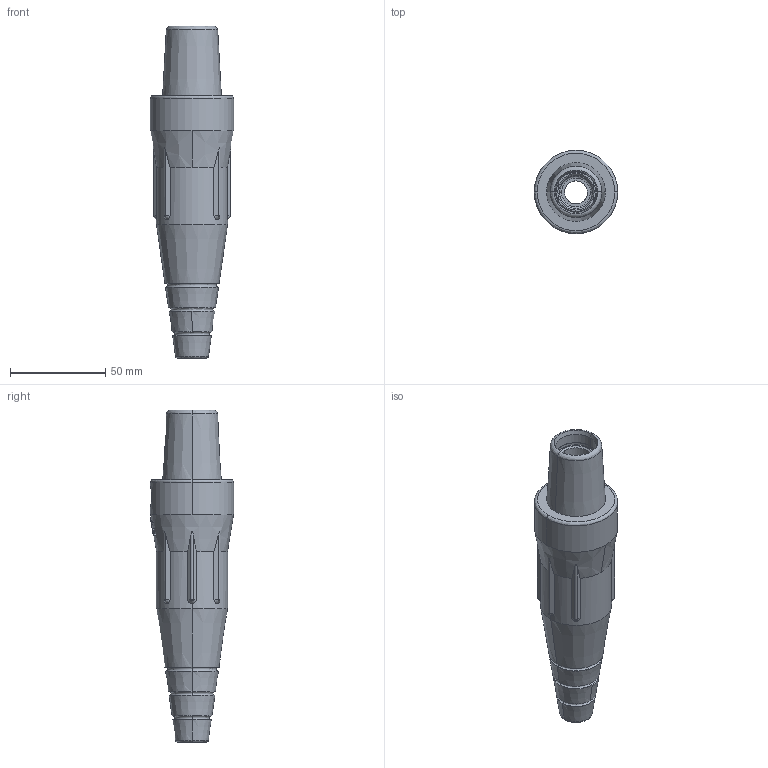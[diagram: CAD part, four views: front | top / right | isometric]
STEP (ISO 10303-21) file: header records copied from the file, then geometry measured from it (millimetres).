
FILE_DESCRIPTION (( 'STEP AP214' ), '1' );
FILE_NAME ('CATSTD-16D33-000-M01.STEP', '2020-09-07T02:26:56', ( '' ), ( '' ), 'SwSTEP 2.0', 'SolidWorks 2020', '' );
FILE_SCHEMA (( 'AUTOMOTIVE_DESIGN' ));
Length unit declared in the file: inch
Products named in the file (1): CATSTD-16D33-000-M01
Bounding box: 43.64 x 43.64 x 173.93 mm (x, y, z)
Surface area: 30007.9 mm2 (no closed solid volume)
Topology: 0 solids, 3 shells, 210 faces, 724 edges, 490 vertices
Faces by surface type: plane 136, cone 33, cylinder 21, bspline 20
Entity records: 14414 total; most frequent: CARTESIAN_POINT 6379, ORIENTED_EDGE 1246, DIRECTION 757, EDGE_CURVE 722, VERTEX_POINT 490, B_SPLINE_CURVE_WITH_KNOTS 392, AXIS2_PLACEMENT_3D 257, VECTOR 243
